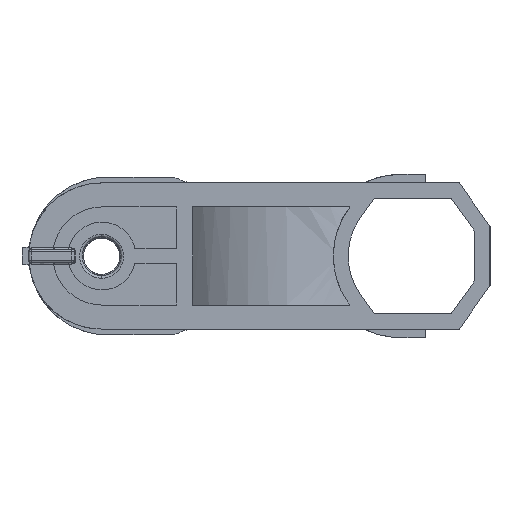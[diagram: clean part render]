
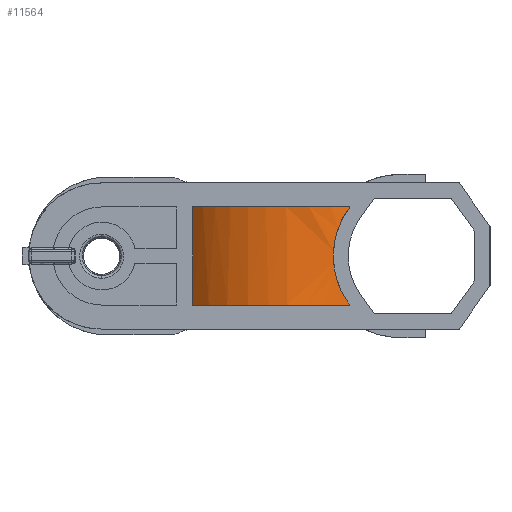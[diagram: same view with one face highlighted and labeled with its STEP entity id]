
A CAD part, left-side view. The second image highlights one B-rep face of the part: STEP entity #11564.
In plain terms, the highlighted free-form (B-spline) face has degree [2, 1] with [3, 2] control points.
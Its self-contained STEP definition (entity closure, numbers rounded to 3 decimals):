
#11454 = EDGE_CURVE('',#11455,#11457,#11459,.T.);
#11455 = VERTEX_POINT('',#11456);
#11456 = CARTESIAN_POINT('',(-195.839,-64.177,
    -9.798));
#11457 = VERTEX_POINT('',#11458);
#11458 = CARTESIAN_POINT('',(-195.839,-64.177,
    9.798));
#11459 = B_SPLINE_CURVE_WITH_KNOTS('',3,(#11460,#11461,#11462,#11463,
    #11464,#11465,#11466,#11467,#11468,#11469,#11470,#11471,#11472,
    #11473,#11474,#11475,#11476,#11477,#11478,#11479,#11480,#11481,
    #11482,#11483),.UNSPECIFIED.,.F.,.F.,(4,2,2,2,2,2,2,2,2,2,2,4),(0.,
    0.002,0.003,0.004,
    0.006,0.008,0.009,
    0.011,0.012,0.013,
    0.015,0.017),.UNSPECIFIED.);
#11460 = CARTESIAN_POINT('',(-195.839,-64.177,
    -9.798));
#11461 = CARTESIAN_POINT('',(-196.121,-63.662,
    -9.119));
#11462 = CARTESIAN_POINT('',(-196.352,-63.2,
    -8.398));
#11463 = CARTESIAN_POINT('',(-196.64,-62.59,
    -7.254));
#11464 = CARTESIAN_POINT('',(-196.726,-62.401,
    -6.863));
#11465 = CARTESIAN_POINT('',(-196.881,-62.053,
    -6.06));
#11466 = CARTESIAN_POINT('',(-196.95,-61.893,
    -5.646));
#11467 = CARTESIAN_POINT('',(-197.13,-61.464,
    -4.387));
#11468 = CARTESIAN_POINT('',(-197.215,-61.25,
    -3.531));
#11469 = CARTESIAN_POINT('',(-197.299,-61.032,
    -2.224));
#11470 = CARTESIAN_POINT('',(-197.32,-60.978,
    -1.784));
#11471 = CARTESIAN_POINT('',(-197.348,-60.904,
    -0.896));
#11472 = CARTESIAN_POINT('',(-197.355,-60.885,
    -0.446));
#11473 = CARTESIAN_POINT('',(-197.355,-60.885,
    0.892));
#11474 = CARTESIAN_POINT('',(-197.328,-60.958,
    1.774));
#11475 = CARTESIAN_POINT('',(-197.244,-61.175,
    3.082));
#11476 = CARTESIAN_POINT('',(-197.209,-61.265,
    3.516));
#11477 = CARTESIAN_POINT('',(-197.122,-61.481,
    4.378));
#11478 = CARTESIAN_POINT('',(-197.07,-61.607,
    4.807));
#11479 = CARTESIAN_POINT('',(-196.891,-62.033,
    6.059));
#11480 = CARTESIAN_POINT('',(-196.739,-62.38,
    6.859));
#11481 = CARTESIAN_POINT('',(-196.355,-63.193,
    8.386));
#11482 = CARTESIAN_POINT('',(-196.121,-63.662,
    9.119));
#11483 = CARTESIAN_POINT('',(-195.839,-64.177,
    9.798));
#11506 = EDGE_CURVE('',#11507,#11455,#11509,.T.);
#11507 = VERTEX_POINT('',#11508);
#11508 = CARTESIAN_POINT('',(-190.986,-32.784,
    -9.798));
#11509 = ( BOUNDED_CURVE() B_SPLINE_CURVE(2,(#11510,#11511,#11512),
.UNSPECIFIED.,.F.,.F.) B_SPLINE_CURVE_WITH_KNOTS((3,3),(0.763,
2.072),.PIECEWISE_BEZIER_KNOTS.) CURVE() 
GEOMETRIC_REPRESENTATION_ITEM() RATIONAL_B_SPLINE_CURVE((1.,
0.793,1.)) REPRESENTATION_ITEM('') );
#11510 = CARTESIAN_POINT('',(-190.986,-32.784,
    -9.798));
#11511 = CARTESIAN_POINT('',(-205.461,-46.618,
    -9.798));
#11512 = CARTESIAN_POINT('',(-195.839,-64.177,
    -9.798));
#11529 = EDGE_CURVE('',#11530,#11507,#11532,.T.);
#11530 = VERTEX_POINT('',#11531);
#11531 = CARTESIAN_POINT('',(-190.986,-32.784,
    9.798));
#11532 = B_SPLINE_CURVE_WITH_KNOTS('',1,(#11533,#11534),.UNSPECIFIED.,
  .F.,.F.,(2,2),(3.9,19.8),.PIECEWISE_BEZIER_KNOTS.);
#11533 = CARTESIAN_POINT('',(-190.986,-32.784,
    9.798));
#11534 = CARTESIAN_POINT('',(-190.986,-32.784,
    -9.798));
#11551 = EDGE_CURVE('',#11457,#11530,#11552,.T.);
#11552 = ( BOUNDED_CURVE() B_SPLINE_CURVE(2,(#11553,#11554,#11555),
.UNSPECIFIED.,.F.,.F.) B_SPLINE_CURVE_WITH_KNOTS((3,3),(1.069,
2.379),.PIECEWISE_BEZIER_KNOTS.) CURVE() 
GEOMETRIC_REPRESENTATION_ITEM() RATIONAL_B_SPLINE_CURVE((1.,
0.793,1.)) REPRESENTATION_ITEM('') );
#11553 = CARTESIAN_POINT('',(-195.839,-64.177,
    9.798));
#11554 = CARTESIAN_POINT('',(-205.461,-46.618,
    9.798));
#11555 = CARTESIAN_POINT('',(-190.986,-32.784,
    9.798));
#11564 = ADVANCED_FACE('',(#11565),#11571,.T.);
#11565 = FACE_BOUND('',#11566,.T.);
#11566 = EDGE_LOOP('',(#11567,#11568,#11569,#11570));
#11567 = ORIENTED_EDGE('',*,*,#11551,.T.);
#11568 = ORIENTED_EDGE('',*,*,#11529,.T.);
#11569 = ORIENTED_EDGE('',*,*,#11506,.T.);
#11570 = ORIENTED_EDGE('',*,*,#11454,.T.);
#11571 = ( BOUNDED_SURFACE() B_SPLINE_SURFACE(2,1,(
    (#11572,#11573)
    ,(#11574,#11575)
    ,(#11576,#11577
)),.UNSPECIFIED.,.F.,.F.,.F.) B_SPLINE_SURFACE_WITH_KNOTS((3,3),(2,2),(
    2.64,3.95),(3.9,19.8),.PIECEWISE_BEZIER_KNOTS.) 
GEOMETRIC_REPRESENTATION_ITEM() RATIONAL_B_SPLINE_SURFACE((
    (1.,1.)
    ,(0.793,0.793)
,(1.,1.))) REPRESENTATION_ITEM('') SURFACE() );
#11572 = CARTESIAN_POINT('',(-195.839,-64.177,
    9.798));
#11573 = CARTESIAN_POINT('',(-195.839,-64.177,
    -9.798));
#11574 = CARTESIAN_POINT('',(-205.461,-46.618,
    9.798));
#11575 = CARTESIAN_POINT('',(-205.461,-46.618,
    -9.798));
#11576 = CARTESIAN_POINT('',(-190.986,-32.784,
    9.798));
#11577 = CARTESIAN_POINT('',(-190.986,-32.784,
    -9.798));
